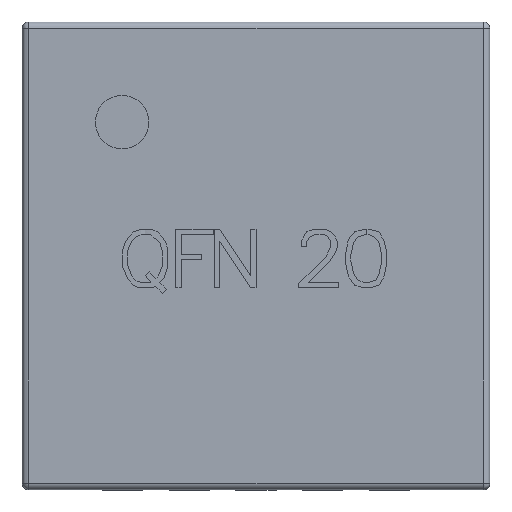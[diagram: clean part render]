
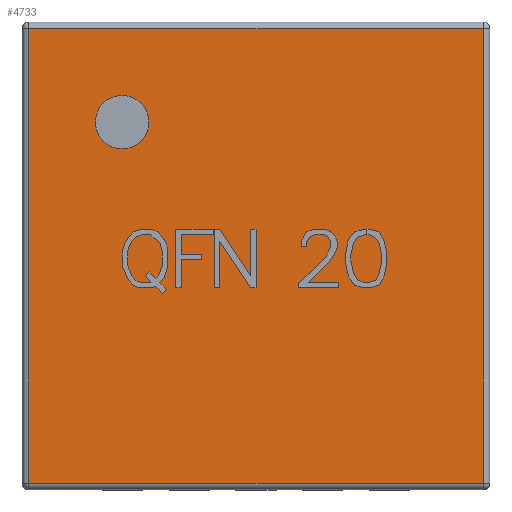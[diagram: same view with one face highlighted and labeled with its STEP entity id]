
A CAD part, top view. The second image highlights one B-rep face of the part: STEP entity #4733.
In plain terms, the highlighted planar face has unit normal (0, 0, 1).
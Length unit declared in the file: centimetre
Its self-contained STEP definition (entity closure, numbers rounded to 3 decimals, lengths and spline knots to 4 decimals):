
#272=FACE_OUTER_BOUND('',#555,.T.);
#555=EDGE_LOOP('',(#3250,#3251,#3252,#3253));
#846=LINE('',#6829,#1453);
#854=LINE('',#6854,#1461);
#856=LINE('',#6865,#1463);
#861=LINE('',#6879,#1468);
#1453=VECTOR('',#5483,0.34);
#1461=VECTOR('',#5507,0.34);
#1463=VECTOR('',#5521,0.34);
#1468=VECTOR('',#5542,0.34);
#2053=VERTEX_POINT('',#6821);
#2055=VERTEX_POINT('',#6827);
#2064=VERTEX_POINT('',#6853);
#2067=VERTEX_POINT('',#6863);
#2509=EDGE_CURVE('',#2055,#2053,#846,.T.);
#2521=EDGE_CURVE('',#2053,#2064,#854,.T.);
#2527=EDGE_CURVE('',#2067,#2055,#856,.T.);
#2535=EDGE_CURVE('',#2064,#2067,#861,.T.);
#3250=ORIENTED_EDGE('',*,*,#2521,.F.);
#3251=ORIENTED_EDGE('',*,*,#2509,.F.);
#3252=ORIENTED_EDGE('',*,*,#2527,.F.);
#3253=ORIENTED_EDGE('',*,*,#2535,.F.);
#4472=PLANE('',#5068);
#4733=ADVANCED_FACE('',(#272),#4472,.F.);
#5068=AXIS2_PLACEMENT_3D('',#6878,#5540,#5541);
#5483=DIRECTION('',(-1.,0.,0.));
#5507=DIRECTION('',(0.,1.,0.));
#5521=DIRECTION('',(0.,-1.,0.));
#5540=DIRECTION('center_axis',(0.,0.,-1.));
#5541=DIRECTION('ref_axis',(-1.,0.,0.));
#5542=DIRECTION('',(1.,0.,0.));
#6821=CARTESIAN_POINT('',(-0.17,-0.17,0.09));
#6827=CARTESIAN_POINT('',(0.17,-0.17,0.09));
#6829=CARTESIAN_POINT('',(-0.15,-0.17,0.09));
#6853=CARTESIAN_POINT('',(-0.17,0.17,0.09));
#6854=CARTESIAN_POINT('',(-0.17,0.15,0.09));
#6863=CARTESIAN_POINT('',(0.17,0.17,0.09));
#6865=CARTESIAN_POINT('',(0.17,0.,0.09));
#6878=CARTESIAN_POINT('Origin',(-0.15,0.15,0.09));
#6879=CARTESIAN_POINT('',(0.,0.17,0.09));
